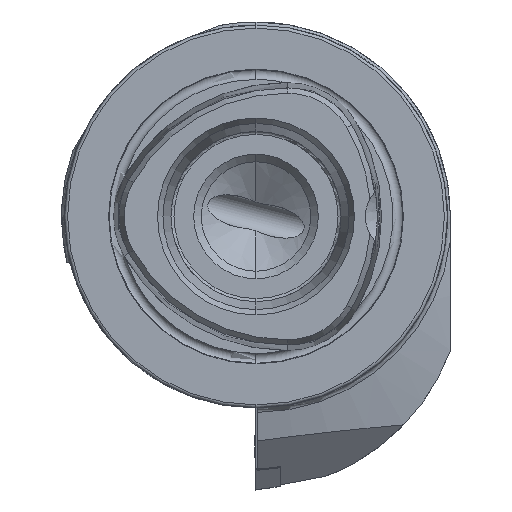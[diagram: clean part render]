
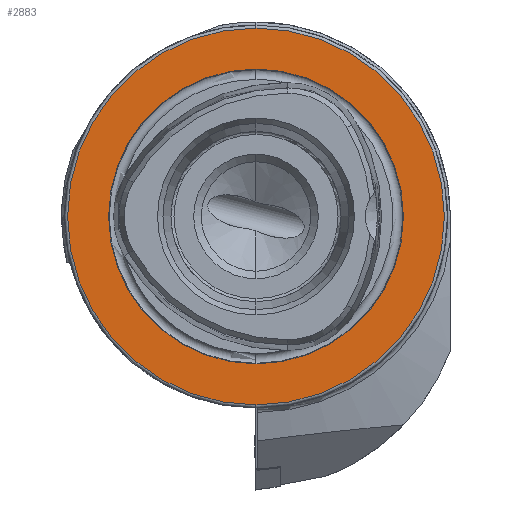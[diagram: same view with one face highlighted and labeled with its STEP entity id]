
A CAD part, left-side view. The second image highlights one B-rep face of the part: STEP entity #2883.
In plain terms, the highlighted planar face has unit normal (-1, 0, 0).
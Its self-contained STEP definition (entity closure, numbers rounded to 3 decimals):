
#54 = EDGE_CURVE ( 'NONE', #6327, #7824, #1656, .T. ) ;
#518 = DIRECTION ( 'NONE',  ( -1., 0., 0. ) ) ;
#668 = AXIS2_PLACEMENT_3D ( 'NONE', #11370, #7447, #1449 ) ;
#755 = CARTESIAN_POINT ( 'NONE',  ( 0., 0., 31. ) ) ;
#1449 = DIRECTION ( 'NONE',  ( 0., 0., -1. ) ) ;
#1656 = CIRCLE ( 'NONE', #6431, 24.25 ) ;
#1795 = AXIS2_PLACEMENT_3D ( 'NONE', #12397, #6488, #7499 ) ;
#1928 = AXIS2_PLACEMENT_3D ( 'NONE', #7319, #11387, #9393 ) ;
#2082 = ORIENTED_EDGE ( 'NONE', *, *, #54, .F. ) ;
#2608 = CARTESIAN_POINT ( 'NONE',  ( 0., 0., 0. ) ) ;
#2812 = CIRCLE ( 'NONE', #9862, 31. ) ;
#2883 = ADVANCED_FACE ( 'NONE', ( #11617, #4193 ), #5088, .F. ) ;
#3200 = EDGE_CURVE ( 'NONE', #7160, #6031, #5729, .T. ) ;
#3331 = EDGE_CURVE ( 'NONE', #6031, #7160, #2812, .T. ) ;
#4154 = DIRECTION ( 'NONE',  ( 0., 0., 1. ) ) ;
#4193 = FACE_OUTER_BOUND ( 'NONE', #11777, .T. ) ;
#4451 = ORIENTED_EDGE ( 'NONE', *, *, #8246, .F. ) ;
#4473 = DIRECTION ( 'NONE',  ( 0., 0., 1. ) ) ;
#4852 = ORIENTED_EDGE ( 'NONE', *, *, #3200, .T. ) ;
#5088 = PLANE ( 'NONE',  #668 ) ;
#5729 = CIRCLE ( 'NONE', #1928, 31. ) ;
#6031 = VERTEX_POINT ( 'NONE', #6356 ) ;
#6147 = CARTESIAN_POINT ( 'NONE',  ( 0., 0., 0. ) ) ;
#6327 = VERTEX_POINT ( 'NONE', #10562 ) ;
#6356 = CARTESIAN_POINT ( 'NONE',  ( 0., 0., -31. ) ) ;
#6431 = AXIS2_PLACEMENT_3D ( 'NONE', #6147, #10949, #4154 ) ;
#6488 = DIRECTION ( 'NONE',  ( -1., 0., 0. ) ) ;
#7152 = ORIENTED_EDGE ( 'NONE', *, *, #3331, .T. ) ;
#7160 = VERTEX_POINT ( 'NONE', #755 ) ;
#7319 = CARTESIAN_POINT ( 'NONE',  ( 0., 0., 0. ) ) ;
#7447 = DIRECTION ( 'NONE',  ( 1., 0., 0. ) ) ;
#7475 = EDGE_LOOP ( 'NONE', ( #4451, #2082 ) ) ;
#7499 = DIRECTION ( 'NONE',  ( 0., 0., 1. ) ) ;
#7824 = VERTEX_POINT ( 'NONE', #8668 ) ;
#8246 = EDGE_CURVE ( 'NONE', #7824, #6327, #9069, .T. ) ;
#8668 = CARTESIAN_POINT ( 'NONE',  ( 0., 0., 24.25 ) ) ;
#9069 = CIRCLE ( 'NONE', #1795, 24.25 ) ;
#9393 = DIRECTION ( 'NONE',  ( 0., 0., 1. ) ) ;
#9862 = AXIS2_PLACEMENT_3D ( 'NONE', #2608, #518, #4473 ) ;
#10562 = CARTESIAN_POINT ( 'NONE',  ( 0., 0., -24.25 ) ) ;
#10949 = DIRECTION ( 'NONE',  ( -1., 0., 0. ) ) ;
#11370 = CARTESIAN_POINT ( 'NONE',  ( 0., 24.25, 0. ) ) ;
#11387 = DIRECTION ( 'NONE',  ( -1., 0., 0. ) ) ;
#11617 = FACE_BOUND ( 'NONE', #7475, .T. ) ;
#11777 = EDGE_LOOP ( 'NONE', ( #4852, #7152 ) ) ;
#12397 = CARTESIAN_POINT ( 'NONE',  ( 0., 0., 0. ) ) ;
